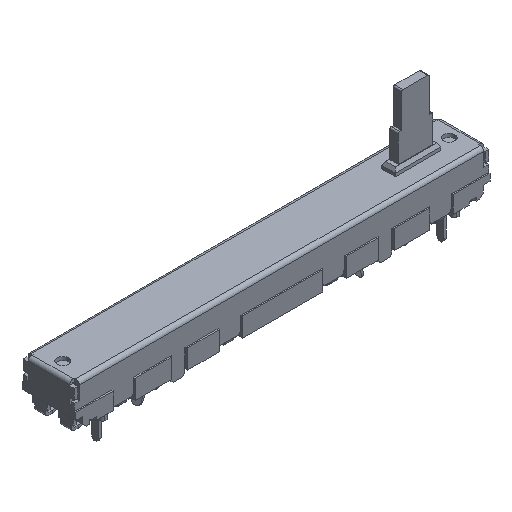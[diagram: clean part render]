
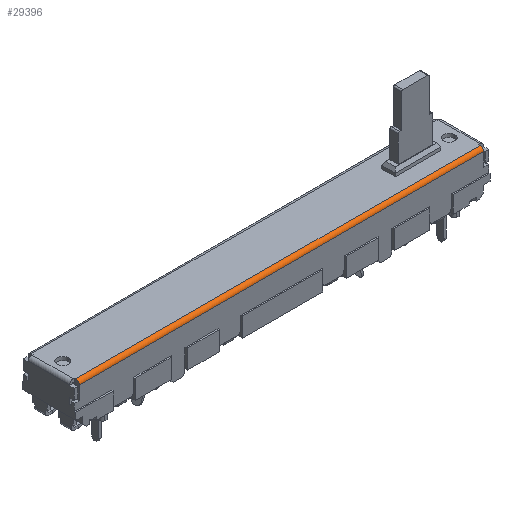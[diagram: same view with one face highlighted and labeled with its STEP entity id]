
A CAD part, isometric view. The second image highlights one B-rep face of the part: STEP entity #29396.
In plain terms, the highlighted cylindrical face has radius 0.52 mm (diameter 1.04 mm), a partial arc.
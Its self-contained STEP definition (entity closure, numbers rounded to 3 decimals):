
#383 = CARTESIAN_POINT ( 'NONE',  ( 94.016, -3.7, 6.28 ) ) ;
#1252 = CARTESIAN_POINT ( 'NONE',  ( 29.3, -3.7, 6.28 ) ) ;
#1475 = EDGE_CURVE ( 'NONE', #2718, #18948, #3840, .T. ) ;
#2178 = ORIENTED_EDGE ( 'NONE', *, *, #22049, .T. ) ;
#2718 = VERTEX_POINT ( 'NONE', #17769 ) ;
#2872 = VECTOR ( 'NONE', #12175, 1000. ) ;
#3840 = CIRCLE ( 'NONE', #22980, 0.52 ) ;
#6052 = CIRCLE ( 'NONE', #27464, 0.52 ) ;
#6513 = EDGE_CURVE ( 'NONE', #2718, #24828, #28663, .T. ) ;
#8276 = DIRECTION ( 'NONE',  ( -1., 0., 0. ) ) ;
#8478 = EDGE_LOOP ( 'NONE', ( #27907, #21240, #2178, #32252 ) ) ;
#8898 = VERTEX_POINT ( 'NONE', #1252 ) ;
#10297 = DIRECTION ( 'NONE',  ( 1., 0., 0. ) ) ;
#10759 = CARTESIAN_POINT ( 'NONE',  ( 94.016, -3.18, 6.28 ) ) ;
#11652 = VECTOR ( 'NONE', #10297, 1000. ) ;
#12175 = DIRECTION ( 'NONE',  ( 1., 0., 0. ) ) ;
#12296 = CARTESIAN_POINT ( 'NONE',  ( -26.836, -3.18, 6.8 ) ) ;
#13920 = DIRECTION ( 'NONE',  ( -1., 0., 0. ) ) ;
#16899 = DIRECTION ( 'NONE',  ( 0., 0., 1. ) ) ;
#17001 = DIRECTION ( 'NONE',  ( 1., 0., 0. ) ) ;
#17333 = CARTESIAN_POINT ( 'NONE',  ( -29.3, -3.18, 6.28 ) ) ;
#17769 = CARTESIAN_POINT ( 'NONE',  ( -29.3, -3.18, 6.8 ) ) ;
#18826 = CARTESIAN_POINT ( 'NONE',  ( 29.3, -3.18, 6.8 ) ) ;
#18948 = VERTEX_POINT ( 'NONE', #29086 ) ;
#20328 = CYLINDRICAL_SURFACE ( 'NONE', #24299, 0.52 ) ;
#20830 = DIRECTION ( 'NONE',  ( 0., 0., 1. ) ) ;
#21240 = ORIENTED_EDGE ( 'NONE', *, *, #24186, .T. ) ;
#22049 = EDGE_CURVE ( 'NONE', #8898, #24828, #6052, .T. ) ;
#22980 = AXIS2_PLACEMENT_3D ( 'NONE', #17333, #17001, #16899 ) ;
#24186 = EDGE_CURVE ( 'NONE', #18948, #8898, #31527, .T. ) ;
#24299 = AXIS2_PLACEMENT_3D ( 'NONE', #10759, #8276, #20830 ) ;
#24828 = VERTEX_POINT ( 'NONE', #18826 ) ;
#27464 = AXIS2_PLACEMENT_3D ( 'NONE', #28776, #13920, #31283 ) ;
#27907 = ORIENTED_EDGE ( 'NONE', *, *, #1475, .T. ) ;
#28663 = LINE ( 'NONE', #12296, #2872 ) ;
#28776 = CARTESIAN_POINT ( 'NONE',  ( 29.3, -3.18, 6.28 ) ) ;
#29086 = CARTESIAN_POINT ( 'NONE',  ( -29.3, -3.7, 6.28 ) ) ;
#29275 = FACE_OUTER_BOUND ( 'NONE', #8478, .T. ) ;
#29396 = ADVANCED_FACE ( 'NONE', ( #29275 ), #20328, .T. ) ;
#31283 = DIRECTION ( 'NONE',  ( 0., 0., 1. ) ) ;
#31527 = LINE ( 'NONE', #383, #11652 ) ;
#32252 = ORIENTED_EDGE ( 'NONE', *, *, #6513, .F. ) ;
